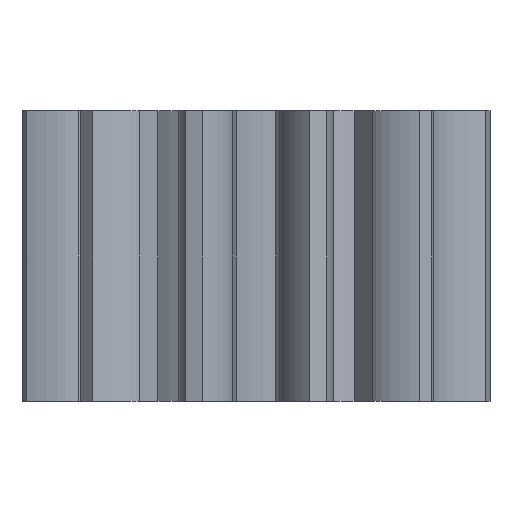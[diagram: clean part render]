
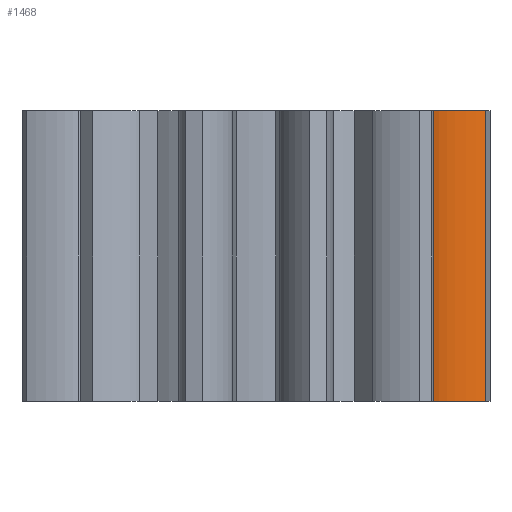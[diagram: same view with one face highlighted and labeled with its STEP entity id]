
A CAD part, front view. The second image highlights one B-rep face of the part: STEP entity #1468.
In plain terms, the highlighted free-form (B-spline) face has degree [3, 1] with [18, 2] control points.
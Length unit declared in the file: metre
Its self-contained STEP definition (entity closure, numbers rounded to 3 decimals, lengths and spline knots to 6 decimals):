
#12=B_SPLINE_SURFACE_WITH_KNOTS('',3,1,((#2525,#2526),(#2527,#2528),(#2529,
#2530),(#2531,#2532),(#2533,#2534),(#2535,#2536),(#2537,#2538),(#2539,#2540),
(#2541,#2542),(#2543,#2544),(#2545,#2546),(#2547,#2548),(#2549,#2550),(#2551,
#2552),(#2553,#2554),(#2555,#2556),(#2557,#2558),(#2559,#2560)),
 .SURF_OF_LINEAR_EXTRUSION.,.F.,.F.,.F.,(4,1,1,1,1,1,1,1,1,1,1,1,1,1,1,
4),(2,2),(0.,0.063231,0.126987,0.191245,0.255999,
0.321246,0.386982,0.453202,0.519903,
0.587082,0.654735,0.722859,0.791451,
0.860507,0.930024,1.),(0.,1.),.UNSPECIFIED.);
#73=B_SPLINE_CURVE_WITH_KNOTS('',3,(#2491,#2492,#2493,#2494,#2495,#2496,
#2497,#2498,#2499,#2500,#2501,#2502,#2503,#2504,#2505,#2506,#2507,#2508),
 .UNSPECIFIED.,.F.,.F.,(4,1,1,1,1,1,1,1,1,1,1,1,1,1,1,4),(0.,0.063231,
0.126987,0.191245,0.255999,0.321246,
0.386982,0.453202,0.519903,0.587082,
0.654735,0.722859,0.791451,0.860507,
0.930024,1.),.UNSPECIFIED.);
#74=B_SPLINE_CURVE_WITH_KNOTS('',3,(#2563,#2564,#2565,#2566,#2567,#2568,
#2569,#2570,#2571,#2572,#2573,#2574,#2575,#2576,#2577,#2578,#2579,#2580),
 .UNSPECIFIED.,.F.,.F.,(4,1,1,1,1,1,1,1,1,1,1,1,1,1,1,4),(0.,0.063231,
0.126987,0.191245,0.255999,0.321246,
0.386982,0.453202,0.519903,0.587082,
0.654735,0.722859,0.791451,0.860507,
0.930024,1.),.UNSPECIFIED.);
#138=LINE('',#2561,#290);
#139=LINE('',#2582,#291);
#290=VECTOR('',#1715,1.);
#291=VECTOR('',#1716,1.);
#482=ORIENTED_EDGE('',*,*,#928,.T.);
#483=ORIENTED_EDGE('',*,*,#937,.F.);
#484=ORIENTED_EDGE('',*,*,#938,.F.);
#485=ORIENTED_EDGE('',*,*,#939,.T.);
#928=EDGE_CURVE('',#1157,#1156,#73,.T.);
#937=EDGE_CURVE('',#1164,#1156,#138,.T.);
#938=EDGE_CURVE('',#1165,#1164,#74,.T.);
#939=EDGE_CURVE('',#1165,#1157,#139,.T.);
#1156=VERTEX_POINT('',#2490);
#1157=VERTEX_POINT('',#2509);
#1164=VERTEX_POINT('',#2562);
#1165=VERTEX_POINT('',#2581);
#1269=EDGE_LOOP('',(#482,#483,#484,#485));
#1349=FACE_BOUND('',#1269,.T.);
#1468=ADVANCED_FACE('',(#1349),#12,.F.);
#1715=DIRECTION('',(0.,0.,-1.));
#1716=DIRECTION('',(0.,0.,-1.));
#2490=CARTESIAN_POINT('',(0.004737,0.006537,-0.01));
#2491=CARTESIAN_POINT('',(0.003677,0.006441,-0.01));
#2492=CARTESIAN_POINT('',(0.003697,0.006434,-0.01));
#2493=CARTESIAN_POINT('',(0.003739,0.006421,-0.01));
#2494=CARTESIAN_POINT('',(0.003804,0.006411,-0.01));
#2495=CARTESIAN_POINT('',(0.00387,0.006403,-0.01));
#2496=CARTESIAN_POINT('',(0.003938,0.006399,-0.01));
#2497=CARTESIAN_POINT('',(0.004007,0.006398,-0.01));
#2498=CARTESIAN_POINT('',(0.004077,0.0064,-0.01));
#2499=CARTESIAN_POINT('',(0.004148,0.006405,-0.01));
#2500=CARTESIAN_POINT('',(0.00422,0.006412,-0.01));
#2501=CARTESIAN_POINT('',(0.004292,0.006423,-0.01));
#2502=CARTESIAN_POINT('',(0.004365,0.006435,-0.01));
#2503=CARTESIAN_POINT('',(0.004439,0.006451,-0.01));
#2504=CARTESIAN_POINT('',(0.004513,0.006468,-0.01));
#2505=CARTESIAN_POINT('',(0.004587,0.006489,-0.01));
#2506=CARTESIAN_POINT('',(0.004662,0.006511,-0.01));
#2507=CARTESIAN_POINT('',(0.004712,0.006528,-0.01));
#2508=CARTESIAN_POINT('',(0.004737,0.006537,-0.01));
#2509=CARTESIAN_POINT('',(0.003677,0.006441,-0.01));
#2525=CARTESIAN_POINT('',(0.003677,0.006441,-0.004));
#2526=CARTESIAN_POINT('',(0.003677,0.006441,-0.01));
#2527=CARTESIAN_POINT('',(0.003697,0.006434,-0.004));
#2528=CARTESIAN_POINT('',(0.003697,0.006434,-0.01));
#2529=CARTESIAN_POINT('',(0.003739,0.006421,-0.004));
#2530=CARTESIAN_POINT('',(0.003739,0.006421,-0.01));
#2531=CARTESIAN_POINT('',(0.003804,0.006411,-0.004));
#2532=CARTESIAN_POINT('',(0.003804,0.006411,-0.01));
#2533=CARTESIAN_POINT('',(0.00387,0.006403,-0.004));
#2534=CARTESIAN_POINT('',(0.00387,0.006403,-0.01));
#2535=CARTESIAN_POINT('',(0.003938,0.006399,-0.004));
#2536=CARTESIAN_POINT('',(0.003938,0.006399,-0.01));
#2537=CARTESIAN_POINT('',(0.004007,0.006398,-0.004));
#2538=CARTESIAN_POINT('',(0.004007,0.006398,-0.01));
#2539=CARTESIAN_POINT('',(0.004077,0.0064,-0.004));
#2540=CARTESIAN_POINT('',(0.004077,0.0064,-0.01));
#2541=CARTESIAN_POINT('',(0.004148,0.006405,-0.004));
#2542=CARTESIAN_POINT('',(0.004148,0.006405,-0.01));
#2543=CARTESIAN_POINT('',(0.00422,0.006412,-0.004));
#2544=CARTESIAN_POINT('',(0.00422,0.006412,-0.01));
#2545=CARTESIAN_POINT('',(0.004292,0.006423,-0.004));
#2546=CARTESIAN_POINT('',(0.004292,0.006423,-0.01));
#2547=CARTESIAN_POINT('',(0.004365,0.006435,-0.004));
#2548=CARTESIAN_POINT('',(0.004365,0.006435,-0.01));
#2549=CARTESIAN_POINT('',(0.004439,0.006451,-0.004));
#2550=CARTESIAN_POINT('',(0.004439,0.006451,-0.01));
#2551=CARTESIAN_POINT('',(0.004513,0.006468,-0.004));
#2552=CARTESIAN_POINT('',(0.004513,0.006468,-0.01));
#2553=CARTESIAN_POINT('',(0.004587,0.006489,-0.004));
#2554=CARTESIAN_POINT('',(0.004587,0.006489,-0.01));
#2555=CARTESIAN_POINT('',(0.004662,0.006511,-0.004));
#2556=CARTESIAN_POINT('',(0.004662,0.006511,-0.01));
#2557=CARTESIAN_POINT('',(0.004712,0.006528,-0.004));
#2558=CARTESIAN_POINT('',(0.004712,0.006528,-0.01));
#2559=CARTESIAN_POINT('',(0.004737,0.006537,-0.004));
#2560=CARTESIAN_POINT('',(0.004737,0.006537,-0.01));
#2561=CARTESIAN_POINT('',(0.004737,0.006537,-0.004));
#2562=CARTESIAN_POINT('',(0.004737,0.006537,-0.004));
#2563=CARTESIAN_POINT('',(0.003677,0.006441,-0.004));
#2564=CARTESIAN_POINT('',(0.003697,0.006434,-0.004));
#2565=CARTESIAN_POINT('',(0.003739,0.006421,-0.004));
#2566=CARTESIAN_POINT('',(0.003804,0.006411,-0.004));
#2567=CARTESIAN_POINT('',(0.00387,0.006403,-0.004));
#2568=CARTESIAN_POINT('',(0.003938,0.006399,-0.004));
#2569=CARTESIAN_POINT('',(0.004007,0.006398,-0.004));
#2570=CARTESIAN_POINT('',(0.004077,0.0064,-0.004));
#2571=CARTESIAN_POINT('',(0.004148,0.006405,-0.004));
#2572=CARTESIAN_POINT('',(0.00422,0.006412,-0.004));
#2573=CARTESIAN_POINT('',(0.004292,0.006423,-0.004));
#2574=CARTESIAN_POINT('',(0.004365,0.006435,-0.004));
#2575=CARTESIAN_POINT('',(0.004439,0.006451,-0.004));
#2576=CARTESIAN_POINT('',(0.004513,0.006468,-0.004));
#2577=CARTESIAN_POINT('',(0.004587,0.006489,-0.004));
#2578=CARTESIAN_POINT('',(0.004662,0.006511,-0.004));
#2579=CARTESIAN_POINT('',(0.004712,0.006528,-0.004));
#2580=CARTESIAN_POINT('',(0.004737,0.006537,-0.004));
#2581=CARTESIAN_POINT('',(0.003677,0.006441,-0.004));
#2582=CARTESIAN_POINT('',(0.003677,0.006441,-0.004));
